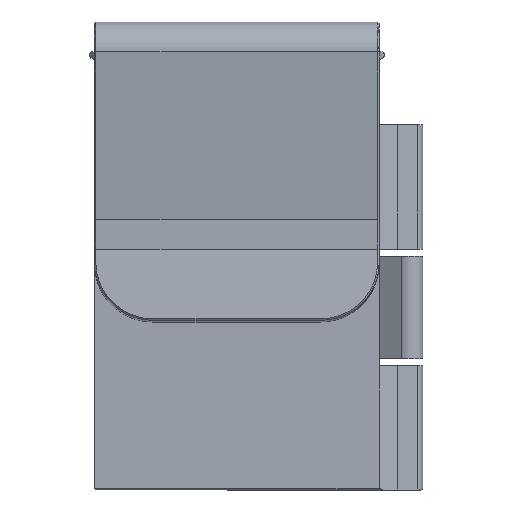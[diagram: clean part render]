
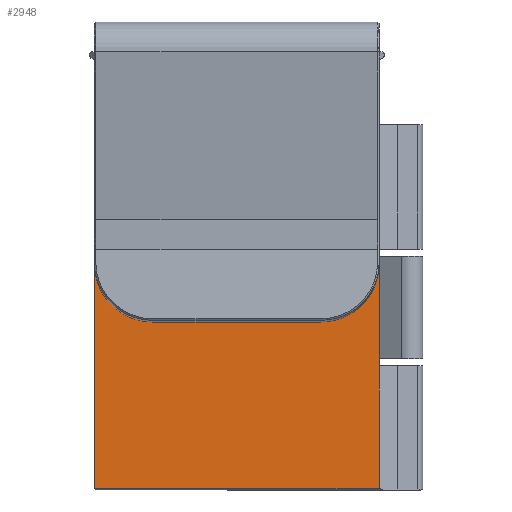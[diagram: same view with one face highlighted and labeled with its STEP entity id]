
A CAD part, left-side view. The second image highlights one B-rep face of the part: STEP entity #2948.
In plain terms, the highlighted planar face has unit normal (-1, 0, 0).
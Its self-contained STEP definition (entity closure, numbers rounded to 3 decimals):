
#156 = PLANE('',#157);
#157 = AXIS2_PLACEMENT_3D('',#158,#159,#160);
#158 = CARTESIAN_POINT('',(7.08,-39.,33.));
#159 = DIRECTION('',(0.,-1.,0.));
#160 = DIRECTION('',(0.,0.,-1.));
#486 = PLANE('',#487);
#487 = AXIS2_PLACEMENT_3D('',#488,#489,#490);
#488 = CARTESIAN_POINT('',(-0.715,-39.,36.35));
#489 = DIRECTION('',(0.,1.,0.));
#490 = DIRECTION('',(0.,0.,1.));
#639 = VERTEX_POINT('',#640);
#640 = CARTESIAN_POINT('',(0.,-39.,50.));
#677 = PLANE('',#678);
#678 = AXIS2_PLACEMENT_3D('',#679,#680,#681);
#679 = CARTESIAN_POINT('',(0.,-39.,0.));
#680 = DIRECTION('',(0.94,0.342,0.));
#681 = DIRECTION('',(0.342,-0.94,0.));
#975 = VERTEX_POINT('',#976);
#976 = CARTESIAN_POINT('',(0.,-39.,33.));
#997 = EDGE_CURVE('',#998,#975,#1000,.T.);
#998 = VERTEX_POINT('',#999);
#999 = CARTESIAN_POINT('',(0.,-39.,17.));
#1000 = SURFACE_CURVE('',#1001,(#1005,#1012),.PCURVE_S1.);
#1001 = LINE('',#1002,#1003);
#1002 = CARTESIAN_POINT('',(0.,-39.,0.));
#1003 = VECTOR('',#1004,1.);
#1004 = DIRECTION('',(0.,0.,1.));
#1005 = PCURVE('',#156,#1006);
#1006 = DEFINITIONAL_REPRESENTATION('',(#1007),#1011);
#1007 = LINE('',#1008,#1009);
#1008 = CARTESIAN_POINT('',(33.,-7.08));
#1009 = VECTOR('',#1010,1.);
#1010 = DIRECTION('',(-1.,0.));
#1011 = ( GEOMETRIC_REPRESENTATION_CONTEXT(2) 
PARAMETRIC_REPRESENTATION_CONTEXT() REPRESENTATION_CONTEXT('2D SPACE',''
  ) );
#1012 = PCURVE('',#1013,#1018);
#1013 = PLANE('',#1014);
#1014 = AXIS2_PLACEMENT_3D('',#1015,#1016,#1017);
#1015 = CARTESIAN_POINT('',(0.,-19.5,30.));
#1016 = DIRECTION('',(-1.,-0.,-0.));
#1017 = DIRECTION('',(0.,0.,-1.));
#1018 = DEFINITIONAL_REPRESENTATION('',(#1019),#1023);
#1019 = LINE('',#1020,#1021);
#1020 = CARTESIAN_POINT('',(30.,19.5));
#1021 = VECTOR('',#1022,1.);
#1022 = DIRECTION('',(-1.,0.));
#1023 = ( GEOMETRIC_REPRESENTATION_CONTEXT(2) 
PARAMETRIC_REPRESENTATION_CONTEXT() REPRESENTATION_CONTEXT('2D SPACE',''
  ) );
#1246 = PLANE('',#1247);
#1247 = AXIS2_PLACEMENT_3D('',#1248,#1249,#1250);
#1248 = CARTESIAN_POINT('',(0.618,0.,35.851));
#1249 = DIRECTION('',(0.,1.,0.));
#1250 = DIRECTION('',(0.,0.,1.));
#1671 = VERTEX_POINT('',#1672);
#1672 = CARTESIAN_POINT('',(0.,0.,0.2));
#1698 = EDGE_CURVE('',#1671,#1699,#1701,.T.);
#1699 = VERTEX_POINT('',#1700);
#1700 = CARTESIAN_POINT('',(0.,0.,60.));
#1701 = SURFACE_CURVE('',#1702,(#1706,#1713),.PCURVE_S1.);
#1702 = LINE('',#1703,#1704);
#1703 = CARTESIAN_POINT('',(0.,0.,0.));
#1704 = VECTOR('',#1705,1.);
#1705 = DIRECTION('',(0.,0.,1.));
#1706 = PCURVE('',#1246,#1707);
#1707 = DEFINITIONAL_REPRESENTATION('',(#1708),#1712);
#1708 = LINE('',#1709,#1710);
#1709 = CARTESIAN_POINT('',(-35.851,-0.618));
#1710 = VECTOR('',#1711,1.);
#1711 = DIRECTION('',(1.,0.));
#1712 = ( GEOMETRIC_REPRESENTATION_CONTEXT(2) 
PARAMETRIC_REPRESENTATION_CONTEXT() REPRESENTATION_CONTEXT('2D SPACE',''
  ) );
#1713 = PCURVE('',#1013,#1714);
#1714 = DEFINITIONAL_REPRESENTATION('',(#1715),#1719);
#1715 = LINE('',#1716,#1717);
#1716 = CARTESIAN_POINT('',(30.,-19.5));
#1717 = VECTOR('',#1718,1.);
#1718 = DIRECTION('',(-1.,0.));
#1719 = ( GEOMETRIC_REPRESENTATION_CONTEXT(2) 
PARAMETRIC_REPRESENTATION_CONTEXT() REPRESENTATION_CONTEXT('2D SPACE',''
  ) );
#1742 = CYLINDRICAL_SURFACE('',#1743,2.09);
#1743 = AXIS2_PLACEMENT_3D('',#1744,#1745,#1746);
#1744 = CARTESIAN_POINT('',(-2.09,0.,60.));
#1745 = DIRECTION('',(0.,1.,0.));
#1746 = DIRECTION('',(1.,0.,0.));
#1845 = EDGE_CURVE('',#639,#1846,#1848,.T.);
#1846 = VERTEX_POINT('',#1847);
#1847 = CARTESIAN_POINT('',(0.,-39.,60.));
#1848 = SURFACE_CURVE('',#1849,(#1853,#1860),.PCURVE_S1.);
#1849 = LINE('',#1850,#1851);
#1850 = CARTESIAN_POINT('',(0.,-39.,0.));
#1851 = VECTOR('',#1852,1.);
#1852 = DIRECTION('',(0.,0.,1.));
#1853 = PCURVE('',#486,#1854);
#1854 = DEFINITIONAL_REPRESENTATION('',(#1855),#1859);
#1855 = LINE('',#1856,#1857);
#1856 = CARTESIAN_POINT('',(-36.35,0.715));
#1857 = VECTOR('',#1858,1.);
#1858 = DIRECTION('',(1.,0.));
#1859 = ( GEOMETRIC_REPRESENTATION_CONTEXT(2) 
PARAMETRIC_REPRESENTATION_CONTEXT() REPRESENTATION_CONTEXT('2D SPACE',''
  ) );
#1860 = PCURVE('',#1013,#1861);
#1861 = DEFINITIONAL_REPRESENTATION('',(#1862),#1866);
#1862 = LINE('',#1863,#1864);
#1863 = CARTESIAN_POINT('',(30.,19.5));
#1864 = VECTOR('',#1865,1.);
#1865 = DIRECTION('',(-1.,0.));
#1866 = ( GEOMETRIC_REPRESENTATION_CONTEXT(2) 
PARAMETRIC_REPRESENTATION_CONTEXT() REPRESENTATION_CONTEXT('2D SPACE',''
  ) );
#2336 = EDGE_CURVE('',#975,#639,#2337,.T.);
#2337 = SURFACE_CURVE('',#2338,(#2342,#2349),.PCURVE_S1.);
#2338 = LINE('',#2339,#2340);
#2339 = CARTESIAN_POINT('',(0.,-39.,0.));
#2340 = VECTOR('',#2341,1.);
#2341 = DIRECTION('',(0.,0.,1.));
#2342 = PCURVE('',#677,#2343);
#2343 = DEFINITIONAL_REPRESENTATION('',(#2344),#2348);
#2344 = LINE('',#2345,#2346);
#2345 = CARTESIAN_POINT('',(0.,0.));
#2346 = VECTOR('',#2347,1.);
#2347 = DIRECTION('',(0.,-1.));
#2348 = ( GEOMETRIC_REPRESENTATION_CONTEXT(2) 
PARAMETRIC_REPRESENTATION_CONTEXT() REPRESENTATION_CONTEXT('2D SPACE',''
  ) );
#2349 = PCURVE('',#1013,#2350);
#2350 = DEFINITIONAL_REPRESENTATION('',(#2351),#2355);
#2351 = LINE('',#2352,#2353);
#2352 = CARTESIAN_POINT('',(30.,19.5));
#2353 = VECTOR('',#2354,1.);
#2354 = DIRECTION('',(-1.,0.));
#2355 = ( GEOMETRIC_REPRESENTATION_CONTEXT(2) 
PARAMETRIC_REPRESENTATION_CONTEXT() REPRESENTATION_CONTEXT('2D SPACE',''
  ) );
#2883 = PLANE('',#2884);
#2884 = AXIS2_PLACEMENT_3D('',#2885,#2886,#2887);
#2885 = CARTESIAN_POINT('',(0.,-39.,0.));
#2886 = DIRECTION('',(0.94,0.342,0.));
#2887 = DIRECTION('',(0.342,-0.94,0.));
#2948 = ADVANCED_FACE('',(#2949),#1013,.T.);
#2949 = FACE_BOUND('',#2950,.T.);
#2950 = EDGE_LOOP('',(#2951,#2974,#2975,#2976,#2977,#2998,#2999));
#2951 = ORIENTED_EDGE('',*,*,#2952,.T.);
#2952 = EDGE_CURVE('',#2953,#998,#2955,.T.);
#2953 = VERTEX_POINT('',#2954);
#2954 = CARTESIAN_POINT('',(0.,-39.,0.2));
#2955 = SURFACE_CURVE('',#2956,(#2960,#2967),.PCURVE_S1.);
#2956 = LINE('',#2957,#2958);
#2957 = CARTESIAN_POINT('',(0.,-39.,0.));
#2958 = VECTOR('',#2959,1.);
#2959 = DIRECTION('',(0.,0.,1.));
#2960 = PCURVE('',#1013,#2961);
#2961 = DEFINITIONAL_REPRESENTATION('',(#2962),#2966);
#2962 = LINE('',#2963,#2964);
#2963 = CARTESIAN_POINT('',(30.,19.5));
#2964 = VECTOR('',#2965,1.);
#2965 = DIRECTION('',(-1.,0.));
#2966 = ( GEOMETRIC_REPRESENTATION_CONTEXT(2) 
PARAMETRIC_REPRESENTATION_CONTEXT() REPRESENTATION_CONTEXT('2D SPACE',''
  ) );
#2967 = PCURVE('',#2883,#2968);
#2968 = DEFINITIONAL_REPRESENTATION('',(#2969),#2973);
#2969 = LINE('',#2970,#2971);
#2970 = CARTESIAN_POINT('',(0.,0.));
#2971 = VECTOR('',#2972,1.);
#2972 = DIRECTION('',(0.,-1.));
#2973 = ( GEOMETRIC_REPRESENTATION_CONTEXT(2) 
PARAMETRIC_REPRESENTATION_CONTEXT() REPRESENTATION_CONTEXT('2D SPACE',''
  ) );
#2974 = ORIENTED_EDGE('',*,*,#997,.T.);
#2975 = ORIENTED_EDGE('',*,*,#2336,.T.);
#2976 = ORIENTED_EDGE('',*,*,#1845,.T.);
#2977 = ORIENTED_EDGE('',*,*,#2978,.F.);
#2978 = EDGE_CURVE('',#1699,#1846,#2979,.T.);
#2979 = SURFACE_CURVE('',#2980,(#2984,#2991),.PCURVE_S1.);
#2980 = LINE('',#2981,#2982);
#2981 = CARTESIAN_POINT('',(0.,0.,60.));
#2982 = VECTOR('',#2983,1.);
#2983 = DIRECTION('',(0.,-1.,0.));
#2984 = PCURVE('',#1013,#2985);
#2985 = DEFINITIONAL_REPRESENTATION('',(#2986),#2990);
#2986 = LINE('',#2987,#2988);
#2987 = CARTESIAN_POINT('',(-30.,-19.5));
#2988 = VECTOR('',#2989,1.);
#2989 = DIRECTION('',(0.,1.));
#2990 = ( GEOMETRIC_REPRESENTATION_CONTEXT(2) 
PARAMETRIC_REPRESENTATION_CONTEXT() REPRESENTATION_CONTEXT('2D SPACE',''
  ) );
#2991 = PCURVE('',#1742,#2992);
#2992 = DEFINITIONAL_REPRESENTATION('',(#2993),#2997);
#2993 = LINE('',#2994,#2995);
#2994 = CARTESIAN_POINT('',(0.,-0.));
#2995 = VECTOR('',#2996,1.);
#2996 = DIRECTION('',(-0.,-1.));
#2997 = ( GEOMETRIC_REPRESENTATION_CONTEXT(2) 
PARAMETRIC_REPRESENTATION_CONTEXT() REPRESENTATION_CONTEXT('2D SPACE',''
  ) );
#2998 = ORIENTED_EDGE('',*,*,#1698,.F.);
#2999 = ORIENTED_EDGE('',*,*,#3000,.T.);
#3000 = EDGE_CURVE('',#1671,#2953,#3001,.T.);
#3001 = SURFACE_CURVE('',#3002,(#3006,#3013),.PCURVE_S1.);
#3002 = LINE('',#3003,#3004);
#3003 = CARTESIAN_POINT('',(0.,0.,0.2));
#3004 = VECTOR('',#3005,1.);
#3005 = DIRECTION('',(0.,-1.,0.));
#3006 = PCURVE('',#1013,#3007);
#3007 = DEFINITIONAL_REPRESENTATION('',(#3008),#3012);
#3008 = LINE('',#3009,#3010);
#3009 = CARTESIAN_POINT('',(29.8,-19.5));
#3010 = VECTOR('',#3011,1.);
#3011 = DIRECTION('',(0.,1.));
#3012 = ( GEOMETRIC_REPRESENTATION_CONTEXT(2) 
PARAMETRIC_REPRESENTATION_CONTEXT() REPRESENTATION_CONTEXT('2D SPACE',''
  ) );
#3013 = PCURVE('',#3014,#3019);
#3014 = PLANE('',#3015);
#3015 = AXIS2_PLACEMENT_3D('',#3016,#3017,#3018);
#3016 = CARTESIAN_POINT('',(0.1,0.,0.1));
#3017 = DIRECTION('',(-0.707,0.,-0.707));
#3018 = DIRECTION('',(0.,-1.,0.));
#3019 = DEFINITIONAL_REPRESENTATION('',(#3020),#3024);
#3020 = LINE('',#3021,#3022);
#3021 = CARTESIAN_POINT('',(0.,0.141));
#3022 = VECTOR('',#3023,1.);
#3023 = DIRECTION('',(1.,0.));
#3024 = ( GEOMETRIC_REPRESENTATION_CONTEXT(2) 
PARAMETRIC_REPRESENTATION_CONTEXT() REPRESENTATION_CONTEXT('2D SPACE',''
  ) );
